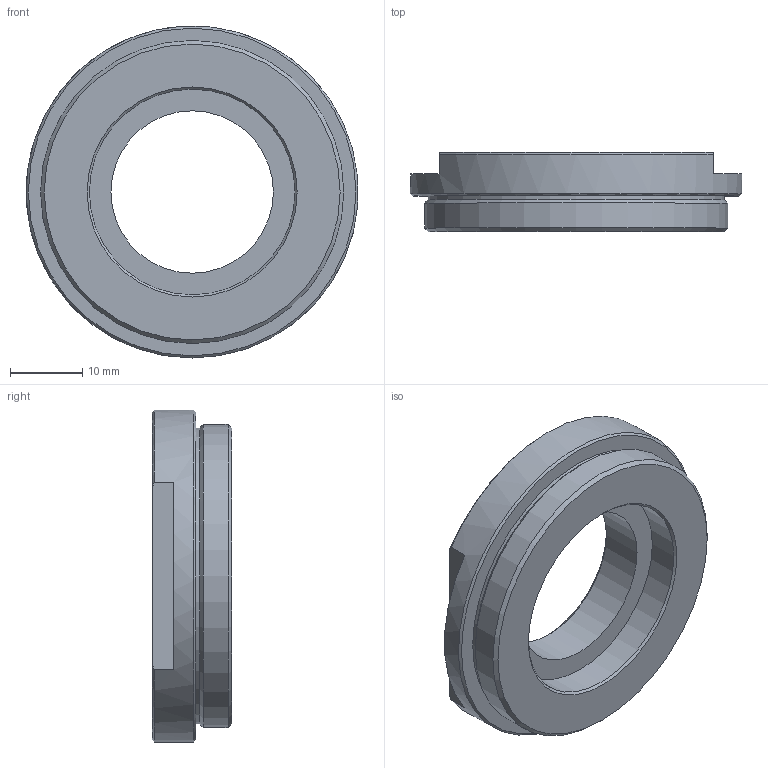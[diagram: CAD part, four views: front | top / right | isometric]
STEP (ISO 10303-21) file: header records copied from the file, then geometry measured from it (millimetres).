
FILE_DESCRIPTION (( 'STEP AP214' ), '1' );
FILE_NAME ('F009026-01001 C-Mount M42 adapterring black.STEP', '2020-11-27T14:39:16', ( '' ), ( '' ), 'SwSTEP 2.0', 'SolidWorks 2020', '' );
FILE_SCHEMA (( 'AUTOMOTIVE_DESIGN' ));
Length unit declared in the file: millimetre
Products named in the file (2): E002005-01001 C-Mount M42 Adapterring schwarz eloxiert; F009026-01001 C-Mount M42 adapterring black
Assembly tree (1 placements, depth 2):
  F009026-01001 C-Mount M42 adapterring black
    E002005-01001 C-Mount M42 Adapterring schwarz eloxiert
Bounding box: 45.94 x 11 x 46 mm (x, y, z)
Volume: 10945.9 mm3; surface area: 4882.1 mm2
Topology: 1 solids, 1 shells, 20 faces, 44 edges, 28 vertices
Faces by surface type: plane 8, cone 7, cylinder 5
Full cylindrical faces by diameter (mm): 22.5 x1, 28.5 x1, 41 x1, 42 x1, 46 x1
Entity records: 772 total; most frequent: DIRECTION 94, CARTESIAN_POINT 92, ORIENTED_EDGE 62, AXIS2_PLACEMENT_3D 43, EDGE_LOOP 34, EDGE_CURVE 31, FACE_OUTER_BOUND 25, VERTEX_POINT 25
